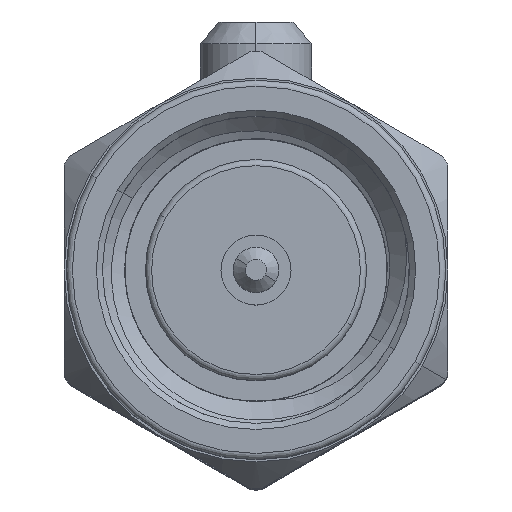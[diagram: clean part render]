
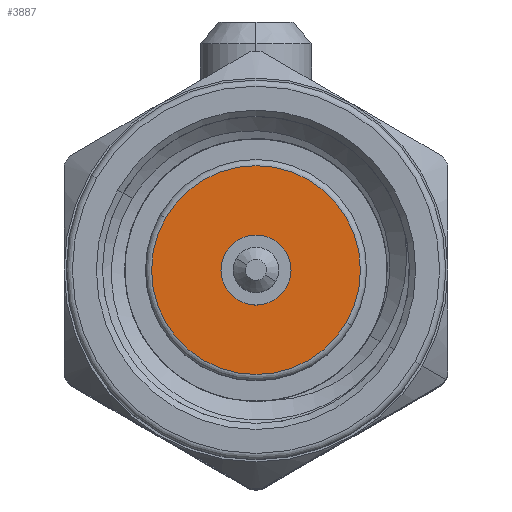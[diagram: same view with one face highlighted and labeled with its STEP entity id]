
A CAD part, top view. The second image highlights one B-rep face of the part: STEP entity #3887.
In plain terms, the highlighted face is planar.
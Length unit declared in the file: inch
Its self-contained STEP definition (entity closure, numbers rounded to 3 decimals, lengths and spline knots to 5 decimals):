
#286 = AXIS2_PLACEMENT_3D ( 'NONE', #11721, #6733, #5639 ) ;
#328 = EDGE_LOOP ( 'NONE', ( #10226, #2707 ) ) ;
#462 = DIRECTION ( 'NONE',  ( 0., 0., 1. ) ) ;
#866 = CARTESIAN_POINT ( 'NONE',  ( 0.927, 0.15452, 0. ) ) ;
#907 = DIRECTION ( 'NONE',  ( -1., 0., 0. ) ) ;
#956 = AXIS2_PLACEMENT_3D ( 'NONE', #866, #907, #11283 ) ;
#2117 = CARTESIAN_POINT ( 'NONE',  ( 0.927, 0., 0. ) ) ;
#2245 = CARTESIAN_POINT ( 'NONE',  ( 0.927, 0., -0.0285 ) ) ;
#2370 = EDGE_LOOP ( 'NONE', ( #9430, #7878 ) ) ;
#2707 = ORIENTED_EDGE ( 'NONE', *, *, #8623, .T. ) ;
#3024 = CIRCLE ( 'NONE', #11564, 0.0285 ) ;
#3887 = ADVANCED_FACE ( 'NONE', ( #7942, #7471 ), #9240, .F. ) ;
#4789 = VERTEX_POINT ( 'NONE', #2245 ) ;
#5137 = CIRCLE ( 'NONE', #286, 0.085 ) ;
#5300 = CARTESIAN_POINT ( 'NONE',  ( 0.927, 0., 0.0285 ) ) ;
#5639 = DIRECTION ( 'NONE',  ( 0., 0., 1. ) ) ;
#6612 = CIRCLE ( 'NONE', #7366, 0.085 ) ;
#6733 = DIRECTION ( 'NONE',  ( 1., 0., 0. ) ) ;
#7131 = DIRECTION ( 'NONE',  ( 0., 0., 1. ) ) ;
#7257 = EDGE_CURVE ( 'NONE', #10522, #8597, #6612, .T. ) ;
#7366 = AXIS2_PLACEMENT_3D ( 'NONE', #12065, #13045, #10999 ) ;
#7471 = FACE_OUTER_BOUND ( 'NONE', #328, .T. ) ;
#7878 = ORIENTED_EDGE ( 'NONE', *, *, #12142, .F. ) ;
#7942 = FACE_BOUND ( 'NONE', #2370, .T. ) ;
#8597 = VERTEX_POINT ( 'NONE', #9754 ) ;
#8623 = EDGE_CURVE ( 'NONE', #8597, #10522, #5137, .T. ) ;
#8675 = CARTESIAN_POINT ( 'NONE',  ( 0.927, 0., 0. ) ) ;
#9240 = PLANE ( 'NONE',  #956 ) ;
#9430 = ORIENTED_EDGE ( 'NONE', *, *, #10756, .F. ) ;
#9754 = CARTESIAN_POINT ( 'NONE',  ( 0.927, 0., -0.085 ) ) ;
#10226 = ORIENTED_EDGE ( 'NONE', *, *, #7257, .T. ) ;
#10522 = VERTEX_POINT ( 'NONE', #13255 ) ;
#10728 = VERTEX_POINT ( 'NONE', #5300 ) ;
#10756 = EDGE_CURVE ( 'NONE', #10728, #4789, #3024, .T. ) ;
#10999 = DIRECTION ( 'NONE',  ( 0., 0., 1. ) ) ;
#11283 = DIRECTION ( 'NONE',  ( 0., 0., 1. ) ) ;
#11564 = AXIS2_PLACEMENT_3D ( 'NONE', #8675, #12661, #462 ) ;
#11677 = CIRCLE ( 'NONE', #12430, 0.0285 ) ;
#11721 = CARTESIAN_POINT ( 'NONE',  ( 0.927, 0., 0. ) ) ;
#12065 = CARTESIAN_POINT ( 'NONE',  ( 0.927, 0., 0. ) ) ;
#12142 = EDGE_CURVE ( 'NONE', #4789, #10728, #11677, .T. ) ;
#12233 = DIRECTION ( 'NONE',  ( 1., 0., 0. ) ) ;
#12430 = AXIS2_PLACEMENT_3D ( 'NONE', #2117, #12233, #7131 ) ;
#12661 = DIRECTION ( 'NONE',  ( 1., 0., 0. ) ) ;
#13045 = DIRECTION ( 'NONE',  ( 1., 0., 0. ) ) ;
#13255 = CARTESIAN_POINT ( 'NONE',  ( 0.927, 0., 0.085 ) ) ;
